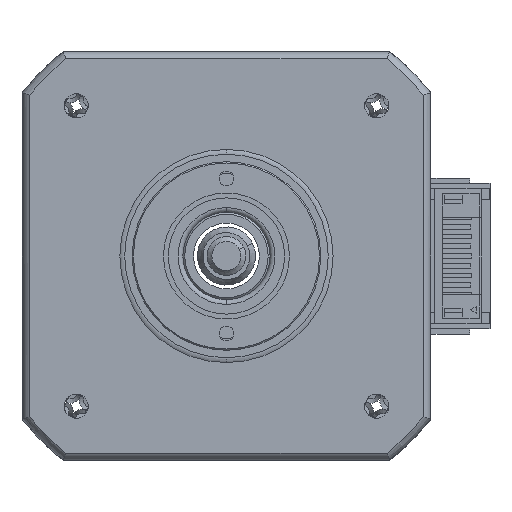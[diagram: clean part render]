
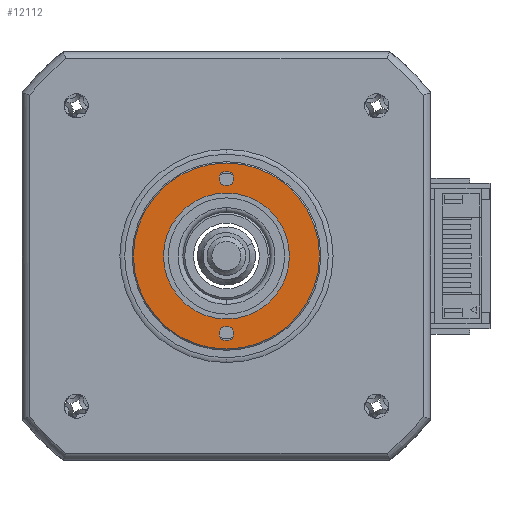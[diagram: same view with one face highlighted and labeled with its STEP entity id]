
A CAD part, left-side view. The second image highlights one B-rep face of the part: STEP entity #12112.
In plain terms, the highlighted planar face has unit normal (-1, 0, 0).
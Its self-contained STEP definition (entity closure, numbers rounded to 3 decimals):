
#99 = CARTESIAN_POINT ( 'NONE',  ( -26.423, 4.472, 40.3 ) ) ;
#213 = DIRECTION ( 'NONE',  ( 0., 1., 0. ) ) ;
#278 = PLANE ( 'NONE',  #3497 ) ;
#446 = AXIS2_PLACEMENT_3D ( 'NONE', #2603, #9500, #3590 ) ;
#509 = DIRECTION ( 'NONE',  ( 0., 1., 0. ) ) ;
#820 = EDGE_CURVE ( 'NONE', #6636, #6410, #3436, .T. ) ;
#955 = DIRECTION ( 'NONE',  ( 1., 0., 0. ) ) ;
#1222 = FACE_BOUND ( 'NONE', #7024, .T. ) ;
#1306 = DIRECTION ( 'NONE',  ( 1., 0., 0. ) ) ;
#1441 = AXIS2_PLACEMENT_3D ( 'NONE', #99, #1593, #3174 ) ;
#1593 = DIRECTION ( 'NONE',  ( 1., 0., 0. ) ) ;
#2297 = DIRECTION ( 'NONE',  ( 1., 0., 0. ) ) ;
#2305 = CARTESIAN_POINT ( 'NONE',  ( -26.423, 4.472, 48.3 ) ) ;
#2330 = AXIS2_PLACEMENT_3D ( 'NONE', #6972, #955, #7939 ) ;
#2538 = EDGE_CURVE ( 'NONE', #10455, #2856, #7978, .T. ) ;
#2603 = CARTESIAN_POINT ( 'NONE',  ( -26.423, 4.472, 48.3 ) ) ;
#2718 = CIRCLE ( 'NONE', #9551, 6.5 ) ;
#2737 = ORIENTED_EDGE ( 'NONE', *, *, #2538, .T. ) ;
#2856 = VERTEX_POINT ( 'NONE', #9593 ) ;
#3174 = DIRECTION ( 'NONE',  ( 0., 1., 0. ) ) ;
#3426 = ORIENTED_EDGE ( 'NONE', *, *, #12821, .T. ) ;
#3436 = CIRCLE ( 'NONE', #11423, 0.75 ) ;
#3497 = AXIS2_PLACEMENT_3D ( 'NONE', #2305, #1306, #8279 ) ;
#3590 = DIRECTION ( 'NONE',  ( 0., 1., 0. ) ) ;
#3723 = ORIENTED_EDGE ( 'NONE', *, *, #9046, .T. ) ;
#3917 = FACE_BOUND ( 'NONE', #6372, .T. ) ;
#4276 = ORIENTED_EDGE ( 'NONE', *, *, #7695, .T. ) ;
#4347 = CARTESIAN_POINT ( 'NONE',  ( -26.423, 14.072, 48.3 ) ) ;
#4408 = VERTEX_POINT ( 'NONE', #6215 ) ;
#4542 = FACE_OUTER_BOUND ( 'NONE', #6469, .T. ) ;
#4849 = CIRCLE ( 'NONE', #7573, 9.6 ) ;
#4859 = VERTEX_POINT ( 'NONE', #10016 ) ;
#4930 = EDGE_CURVE ( 'NONE', #2856, #10455, #10484, .T. ) ;
#5045 = CARTESIAN_POINT ( 'NONE',  ( -26.423, 3.722, 56.3 ) ) ;
#5395 = CARTESIAN_POINT ( 'NONE',  ( -26.423, 4.472, 56.3 ) ) ;
#5751 = EDGE_LOOP ( 'NONE', ( #2737, #12844 ) ) ;
#5798 = CARTESIAN_POINT ( 'NONE',  ( -26.423, -5.128, 48.3 ) ) ;
#5847 = VERTEX_POINT ( 'NONE', #5798 ) ;
#5929 = DIRECTION ( 'NONE',  ( 1., 0., 0. ) ) ;
#6198 = DIRECTION ( 'NONE',  ( 0., 1., 0. ) ) ;
#6215 = CARTESIAN_POINT ( 'NONE',  ( -26.423, -2.028, 48.3 ) ) ;
#6237 = DIRECTION ( 'NONE',  ( 1., 0., 0. ) ) ;
#6346 = EDGE_CURVE ( 'NONE', #10017, #5847, #12587, .T. ) ;
#6372 = EDGE_LOOP ( 'NONE', ( #3723, #8146 ) ) ;
#6410 = VERTEX_POINT ( 'NONE', #11494 ) ;
#6469 = EDGE_LOOP ( 'NONE', ( #12263, #3426 ) ) ;
#6524 = DIRECTION ( 'NONE',  ( -1., 0., 0. ) ) ;
#6554 = FACE_BOUND ( 'NONE', #5751, .T. ) ;
#6636 = VERTEX_POINT ( 'NONE', #5045 ) ;
#6642 = ORIENTED_EDGE ( 'NONE', *, *, #8163, .T. ) ;
#6972 = CARTESIAN_POINT ( 'NONE',  ( -26.423, 4.472, 56.3 ) ) ;
#6993 = CIRCLE ( 'NONE', #8727, 6.5 ) ;
#7024 = EDGE_LOOP ( 'NONE', ( #4276, #6642 ) ) ;
#7573 = AXIS2_PLACEMENT_3D ( 'NONE', #12387, #6524, #509 ) ;
#7695 = EDGE_CURVE ( 'NONE', #4408, #4859, #2718, .T. ) ;
#7939 = DIRECTION ( 'NONE',  ( 0., 1., 0. ) ) ;
#7978 = CIRCLE ( 'NONE', #1441, 0.75 ) ;
#8113 = DIRECTION ( 'NONE',  ( 1., 0., 0. ) ) ;
#8146 = ORIENTED_EDGE ( 'NONE', *, *, #820, .T. ) ;
#8163 = EDGE_CURVE ( 'NONE', #4859, #4408, #6993, .T. ) ;
#8232 = CARTESIAN_POINT ( 'NONE',  ( -26.423, 4.472, 48.3 ) ) ;
#8279 = DIRECTION ( 'NONE',  ( 0., 1., 0. ) ) ;
#8727 = AXIS2_PLACEMENT_3D ( 'NONE', #11793, #5929, #12801 ) ;
#8977 = CIRCLE ( 'NONE', #2330, 0.75 ) ;
#9046 = EDGE_CURVE ( 'NONE', #6410, #6636, #8977, .T. ) ;
#9224 = DIRECTION ( 'NONE',  ( 0., 1., 0. ) ) ;
#9500 = DIRECTION ( 'NONE',  ( -1., 0., 0. ) ) ;
#9551 = AXIS2_PLACEMENT_3D ( 'NONE', #8232, #2297, #9224 ) ;
#9593 = CARTESIAN_POINT ( 'NONE',  ( -26.423, 3.722, 40.3 ) ) ;
#10016 = CARTESIAN_POINT ( 'NONE',  ( -26.423, 10.972, 48.3 ) ) ;
#10017 = VERTEX_POINT ( 'NONE', #4347 ) ;
#10455 = VERTEX_POINT ( 'NONE', #12048 ) ;
#10484 = CIRCLE ( 'NONE', #11292, 0.75 ) ;
#11292 = AXIS2_PLACEMENT_3D ( 'NONE', #12092, #6237, #213 ) ;
#11423 = AXIS2_PLACEMENT_3D ( 'NONE', #5395, #8113, #6198 ) ;
#11494 = CARTESIAN_POINT ( 'NONE',  ( -26.423, 5.222, 56.3 ) ) ;
#11793 = CARTESIAN_POINT ( 'NONE',  ( -26.423, 4.472, 48.3 ) ) ;
#12048 = CARTESIAN_POINT ( 'NONE',  ( -26.423, 5.222, 40.3 ) ) ;
#12092 = CARTESIAN_POINT ( 'NONE',  ( -26.423, 4.472, 40.3 ) ) ;
#12112 = ADVANCED_FACE ( 'NONE', ( #4542, #6554, #3917, #1222 ), #278, .F. ) ;
#12263 = ORIENTED_EDGE ( 'NONE', *, *, #6346, .T. ) ;
#12387 = CARTESIAN_POINT ( 'NONE',  ( -26.423, 4.472, 48.3 ) ) ;
#12587 = CIRCLE ( 'NONE', #446, 9.6 ) ;
#12801 = DIRECTION ( 'NONE',  ( 0., 1., 0. ) ) ;
#12821 = EDGE_CURVE ( 'NONE', #5847, #10017, #4849, .T. ) ;
#12844 = ORIENTED_EDGE ( 'NONE', *, *, #4930, .T. ) ;
